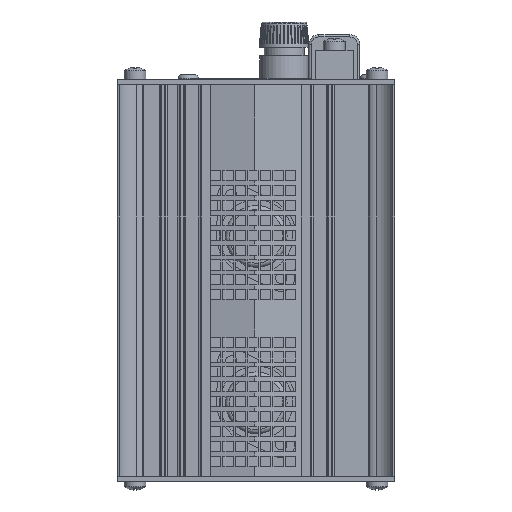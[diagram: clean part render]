
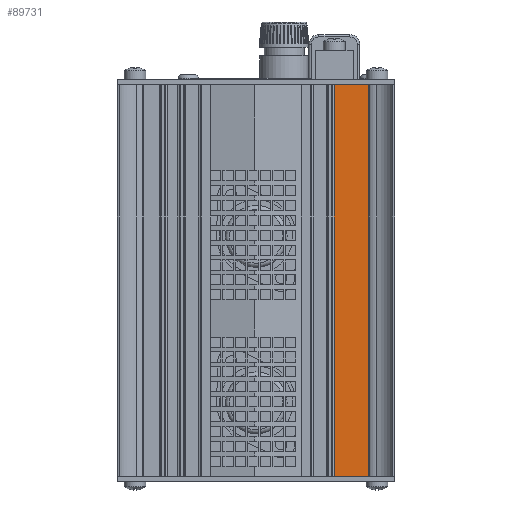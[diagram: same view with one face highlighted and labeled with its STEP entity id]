
A CAD part, left-side view. The second image highlights one B-rep face of the part: STEP entity #89731.
In plain terms, the highlighted planar face has unit normal (-1, 0, 0).
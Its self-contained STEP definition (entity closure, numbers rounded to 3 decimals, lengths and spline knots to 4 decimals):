
#3996=FACE_OUTER_BOUND('',#8700,.T.);
#8700=EDGE_LOOP('',(#61250,#61251,#61252,#61253));
#16196=LINE('',#125346,#27104);
#16197=LINE('',#125350,#27105);
#16198=LINE('',#125352,#27106);
#16199=LINE('',#125353,#27107);
#27104=VECTOR('',#100759,0.3937);
#27105=VECTOR('',#100764,0.3937);
#27106=VECTOR('',#100765,0.3937);
#27107=VECTOR('',#100766,0.3937);
#38041=VERTEX_POINT('',#125343);
#38042=VERTEX_POINT('',#125345);
#38043=VERTEX_POINT('',#125349);
#38044=VERTEX_POINT('',#125351);
#47141=EDGE_CURVE('',#38042,#38041,#16196,.T.);
#47143=EDGE_CURVE('',#38041,#38043,#16197,.T.);
#47144=EDGE_CURVE('',#38044,#38043,#16198,.T.);
#47145=EDGE_CURVE('',#38042,#38044,#16199,.T.);
#61250=ORIENTED_EDGE('',*,*,#47143,.T.);
#61251=ORIENTED_EDGE('',*,*,#47144,.F.);
#61252=ORIENTED_EDGE('',*,*,#47145,.F.);
#61253=ORIENTED_EDGE('',*,*,#47141,.T.);
#85391=PLANE('',#94731);
#89731=ADVANCED_FACE('',(#3996),#85391,.T.);
#94731=AXIS2_PLACEMENT_3D('',#125348,#100762,#100763);
#100759=DIRECTION('',(0.,0.,-1.));
#100762=DIRECTION('center_axis',(-1.,0.,0.));
#100763=DIRECTION('ref_axis',(0.,0.,1.));
#100764=DIRECTION('',(0.,-1.,0.));
#100765=DIRECTION('',(0.,0.,-1.));
#100766=DIRECTION('',(0.,-1.,0.));
#125343=CARTESIAN_POINT('',(-4.3011,3.2294,-4.858));
#125345=CARTESIAN_POINT('',(-4.3011,3.2294,0.));
#125346=CARTESIAN_POINT('',(-4.3011,3.2294,0.));
#125348=CARTESIAN_POINT('Origin',(-4.3011,2.8297,0.));
#125349=CARTESIAN_POINT('',(-4.3011,2.6997,-4.858));
#125350=CARTESIAN_POINT('',(-4.3011,2.8297,-4.858));
#125351=CARTESIAN_POINT('',(-4.3011,2.6997,0.));
#125352=CARTESIAN_POINT('',(-4.3011,2.6997,0.));
#125353=CARTESIAN_POINT('',(-4.3011,3.2294,0.));
